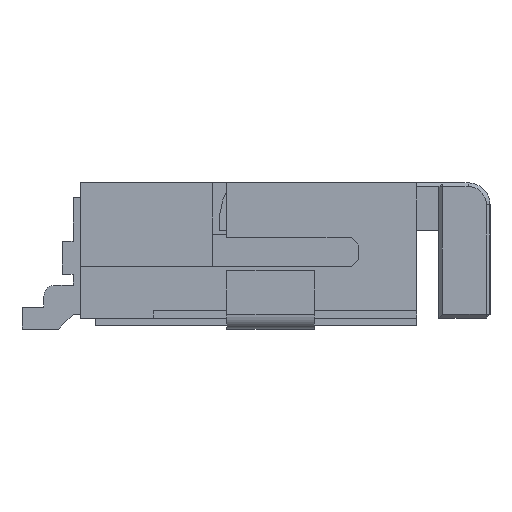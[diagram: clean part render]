
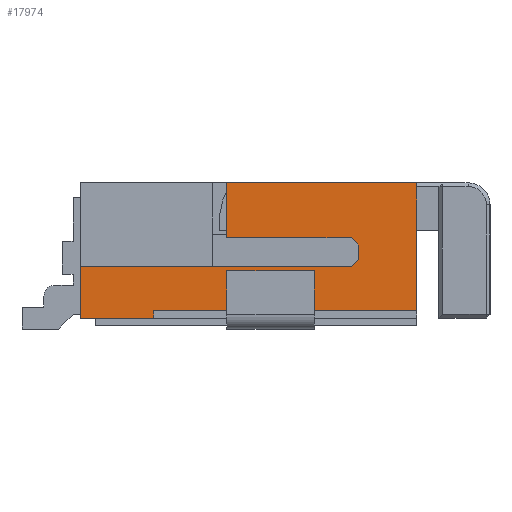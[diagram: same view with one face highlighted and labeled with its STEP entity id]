
A CAD part, left-side view. The second image highlights one B-rep face of the part: STEP entity #17974.
In plain terms, the highlighted planar face has unit normal (-1, 0, 0).
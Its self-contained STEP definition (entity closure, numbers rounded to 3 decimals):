
#570=FACE_OUTER_BOUND('',#1517,.T.);
#1517=EDGE_LOOP('',(#13773,#13774,#13775,#13776,#13777,#13778,#13779,#13780,
#13781,#13782,#13783,#13784));
#3275=LINE('',#26435,#5766);
#3280=LINE('',#26444,#5771);
#3284=LINE('',#26453,#5775);
#3288=LINE('',#26460,#5779);
#3289=LINE('',#26464,#5780);
#3292=LINE('',#26469,#5783);
#3294=LINE('',#26472,#5785);
#3295=LINE('',#26475,#5786);
#3297=LINE('',#26479,#5788);
#3324=LINE('',#26532,#5815);
#3435=LINE('',#26751,#5926);
#3436=LINE('',#26753,#5927);
#5766=VECTOR('',#21522,0.1);
#5771=VECTOR('',#21529,3.6);
#5775=VECTOR('',#21537,0.141);
#5779=VECTOR('',#21543,3.7);
#5780=VECTOR('',#21546,0.141);
#5783=VECTOR('',#21551,1.7);
#5785=VECTOR('',#21555,0.2);
#5786=VECTOR('',#21558,0.75);
#5788=VECTOR('',#21562,2.6);
#5815=VECTOR('',#21609,1.75);
#5926=VECTOR('',#21752,0.7);
#5927=VECTOR('',#21755,1.);
#7888=VERTEX_POINT('',#26431);
#7890=VERTEX_POINT('',#26434);
#7893=VERTEX_POINT('',#26442);
#7895=VERTEX_POINT('',#26450);
#7896=VERTEX_POINT('',#26452);
#7898=VERTEX_POINT('',#26458);
#7899=VERTEX_POINT('',#26462);
#7900=VERTEX_POINT('',#26463);
#7901=VERTEX_POINT('',#26468);
#7902=VERTEX_POINT('',#26474);
#7903=VERTEX_POINT('',#26478);
#8011=VERTEX_POINT('',#26749);
#9961=EDGE_CURVE('',#7890,#7888,#3275,.T.);
#9966=EDGE_CURVE('',#7888,#7893,#3280,.T.);
#9970=EDGE_CURVE('',#7895,#7896,#3284,.T.);
#9974=EDGE_CURVE('',#7898,#7895,#3288,.T.);
#9975=EDGE_CURVE('',#7899,#7900,#3289,.T.);
#9978=EDGE_CURVE('',#7900,#7901,#3292,.T.);
#9980=EDGE_CURVE('',#7896,#7899,#3294,.T.);
#9981=EDGE_CURVE('',#7901,#7902,#3295,.T.);
#9983=EDGE_CURVE('',#7902,#7903,#3297,.T.);
#10010=EDGE_CURVE('',#7893,#7903,#3324,.T.);
#10121=EDGE_CURVE('',#8011,#7898,#3435,.T.);
#10122=EDGE_CURVE('',#8011,#7890,#3436,.T.);
#13773=ORIENTED_EDGE('',*,*,#10010,.T.);
#13774=ORIENTED_EDGE('',*,*,#9983,.F.);
#13775=ORIENTED_EDGE('',*,*,#9981,.F.);
#13776=ORIENTED_EDGE('',*,*,#9978,.F.);
#13777=ORIENTED_EDGE('',*,*,#9975,.F.);
#13778=ORIENTED_EDGE('',*,*,#9980,.F.);
#13779=ORIENTED_EDGE('',*,*,#9970,.F.);
#13780=ORIENTED_EDGE('',*,*,#9974,.F.);
#13781=ORIENTED_EDGE('',*,*,#10121,.F.);
#13782=ORIENTED_EDGE('',*,*,#10122,.T.);
#13783=ORIENTED_EDGE('',*,*,#9961,.T.);
#13784=ORIENTED_EDGE('',*,*,#9966,.T.);
#16714=PLANE('',#18898);
#17974=ADVANCED_FACE('',(#570),#16714,.T.);
#18898=AXIS2_PLACEMENT_3D('',#26752,#21753,#21754);
#21522=DIRECTION('',(0.,0.,1.));
#21529=DIRECTION('',(0.,-1.,0.));
#21537=DIRECTION('',(0.,-0.707,0.707));
#21543=DIRECTION('',(0.,-1.,0.));
#21546=DIRECTION('',(0.,0.707,0.707));
#21551=DIRECTION('',(0.,1.,0.));
#21555=DIRECTION('',(0.,0.,1.));
#21558=DIRECTION('',(0.,0.,1.));
#21562=DIRECTION('',(0.,-1.,0.));
#21609=DIRECTION('',(0.,0.,1.));
#21752=DIRECTION('',(0.,0.,1.));
#21753=DIRECTION('center_axis',(-1.,0.,0.));
#21754=DIRECTION('ref_axis',(0.,0.,-1.));
#21755=DIRECTION('',(0.,-1.,0.));
#26431=CARTESIAN_POINT('',(-6.05,0.3,0.25));
#26434=CARTESIAN_POINT('',(-6.05,0.3,0.15));
#26435=CARTESIAN_POINT('',(-6.05,0.3,0.25));
#26442=CARTESIAN_POINT('',(-6.05,-3.3,0.25));
#26444=CARTESIAN_POINT('',(-6.05,1.3,0.25));
#26450=CARTESIAN_POINT('',(-6.05,-2.4,0.85));
#26452=CARTESIAN_POINT('',(-6.05,-2.5,0.95));
#26453=CARTESIAN_POINT('',(-6.05,-1.5,-0.05));
#26458=CARTESIAN_POINT('',(-6.05,1.3,0.85));
#26460=CARTESIAN_POINT('',(-6.05,1.3,0.85));
#26462=CARTESIAN_POINT('',(-6.05,-2.5,1.15));
#26463=CARTESIAN_POINT('',(-6.05,-2.4,1.25));
#26464=CARTESIAN_POINT('',(-6.05,-1.6,2.05));
#26468=CARTESIAN_POINT('',(-6.05,-0.7,1.25));
#26469=CARTESIAN_POINT('',(-6.05,-2.5,1.25));
#26472=CARTESIAN_POINT('',(-6.05,-2.5,0.85));
#26474=CARTESIAN_POINT('',(-6.05,-0.7,2.));
#26475=CARTESIAN_POINT('',(-6.05,-0.7,1.25));
#26478=CARTESIAN_POINT('',(-6.05,-3.3,2.));
#26479=CARTESIAN_POINT('',(-6.05,-0.7,2.));
#26532=CARTESIAN_POINT('',(-6.05,-3.3,0.963));
#26749=CARTESIAN_POINT('',(-6.05,1.3,0.15));
#26751=CARTESIAN_POINT('',(-6.05,1.3,0.25));
#26752=CARTESIAN_POINT('Origin',(-6.05,1.3,0.85));
#26753=CARTESIAN_POINT('',(-6.05,1.3,0.15));
